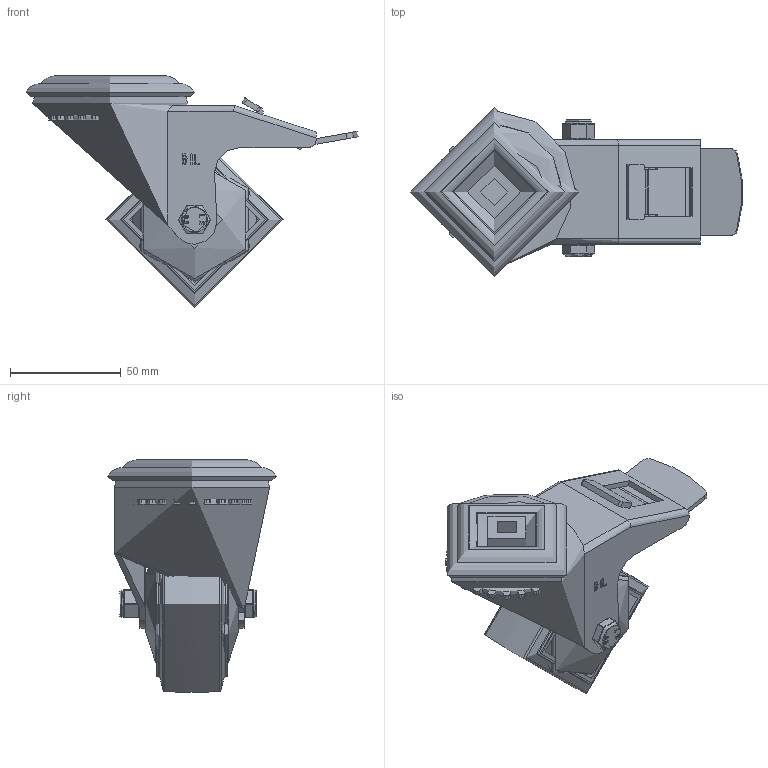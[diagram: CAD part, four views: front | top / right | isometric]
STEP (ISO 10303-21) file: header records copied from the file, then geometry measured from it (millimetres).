
FILE_DESCRIPTION(/* description */ (''),/* implementation_level */ '2;1');
FILE_NAME(/* name */ 'BZMM80STPRBJBH12SWB.step',/* time_stamp */ '2024-09-30T12:32:52+01:00',/* author */ (''),/* organization */ (''),/* preprocessor_version */ 'ST-DEVELOPER v20',/* originating_system */ 'Autodesk Translation Framework v13.20.0.188',/* authorisation */ '');
FILE_SCHEMA (('AUTOMOTIVE_DESIGN { 1 0 10303 214 3 1 1 }'));
Length unit declared in the file: millimetre
Products named in the file (26): BZMM80STPRBJBH12SWB; BZMM80ASBH12SWB - 42 v1; ZINC PLATED, PRESSED STEEL HEAD (1); ZINC PLATED, PRESSED STEEL BRAKE PEDAL (1); ZINC PLATED, PRESSED STEEL FORKS (1); BRAKE PAD (1); BZMM80WSTPRBJM8 v1; 65 SHORE A THERMOPLASTIC RUBBER TYRE; POLYPROPYLENE RIM; BEARING 6202; METAL; METAL2; Pattern; Component1; MIDDLE; RUBBER; RUBBER2; CAP; CAP Geometry; CAP2; HEXBOLTM8X55Z8.8 v2; GRADE 8.8 ZINC PLATED BOLT; NYLOCM8Z v1; NYLOC NUT; NUT; RUBBER (1)
Assembly tree (32 placements, depth 5):
  BZMM80STPRBJBH12SWB
    BZMM80ASBH12SWB - 42 v1
      ZINC PLATED, PRESSED STEEL HEAD (1)
      ZINC PLATED, PRESSED STEEL BRAKE PEDAL (1)
      ZINC PLATED, PRESSED STEEL FORKS (1)
      BRAKE PAD (1)
    BZMM80WSTPRBJM8 v1
      65 SHORE A THERMOPLASTIC RUBBER TYRE
      POLYPROPYLENE RIM
      BEARING 6202
        METAL
        METAL2
        Pattern
          Component1  x8
        MIDDLE
        RUBBER
        RUBBER2
      CAP
        CAP Geometry
        CAP2
    HEXBOLTM8X55Z8.8 v2
      GRADE 8.8 ZINC PLATED BOLT
    NYLOCM8Z v1
      NYLOC NUT
        NUT
        RUBBER (1)
Bounding box: 149.74 x 76 x 104.95 mm (x, y, z)
Volume: 176359.7 mm3; surface area: 127910.2 mm2
Topology: 24 solids, 24 shells, 987 faces, 2499 edges, 1628 vertices
Faces by surface type: plane 425, cylinder 274, bspline 179, sphere 48, torus 42, cone 19
Full cylindrical faces by diameter (mm): 0.664 x2, 6.446 x7, 7.866 x13, 8 x3, 8.2 x2, 8.5 x2, 8.6 x2, 11.5 x1, 12.1 x1, 12.2 x1, 15 x3, 18 x1, 19.8 x2, 20 x4, 21.313 x1, 22.5 x2, 23 x2, 24 x3, 25.5 x2, 30 x4, 30.5 x2, 31 x4, 32 x1, 32.5 x2, 34.5 x2, 35 x2, 36.5 x2, 38 x1, 39 x2, 40.5 x2
Entity records: 37575 total; most frequent: CARTESIAN_POINT 13969, ORIENTED_EDGE 4912, DIRECTION 4432, EDGE_CURVE 2456, VERTEX_POINT 1614, AXIS2_PLACEMENT_3D 1606, LINE 1220, VECTOR 1220
